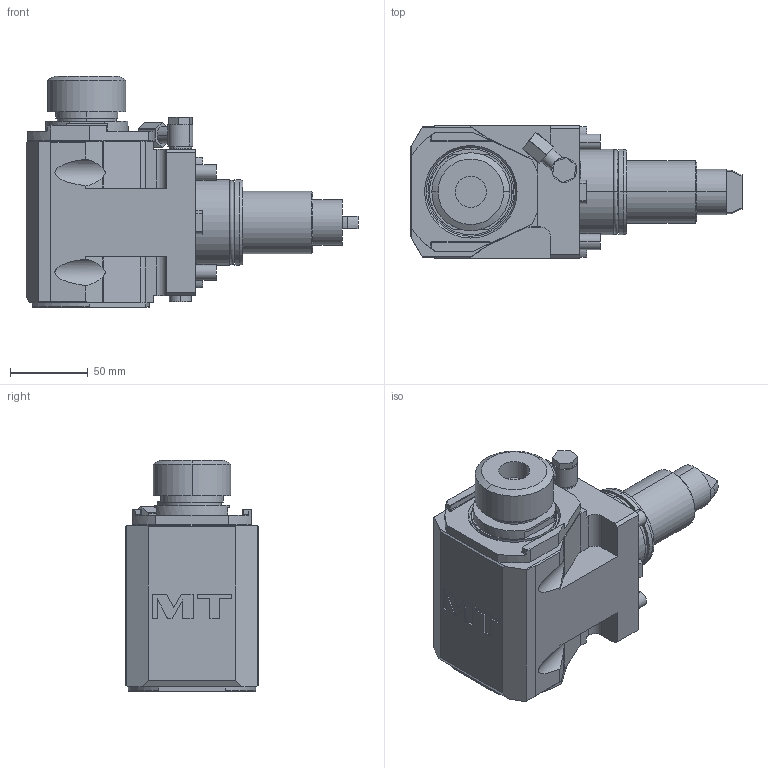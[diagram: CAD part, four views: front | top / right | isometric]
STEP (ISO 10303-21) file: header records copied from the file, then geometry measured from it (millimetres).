
FILE_DESCRIPTION((''),'2;1');
FILE_NAME('DWO0880132_CONF','2023-03-27T16:35:03',('smalpassi'),('M.T. srl'),'CREO PARAMETRIC BY PTC INC, 2021072','CREO PARAMETRIC BY PTC INC, 2021072','');
FILE_SCHEMA(('CONFIG_CONTROL_DESIGN'));
Length unit declared in the file: millimetre
Products named in the file (1): DWO0880132_CONF
Bounding box: 213 x 85 x 148.21 mm (x, y, z)
Volume: 1102442 mm3; surface area: 95413 mm2
Topology: 1 solids, 1 shells, 347 faces, 870 edges, 564 vertices
Faces by surface type: plane 180, cylinder 123, cone 32, torus 10, extrusion 2
Entity records: 10902 total; most frequent: CARTESIAN_POINT 2447, DIRECTION 1762, ORIENTED_EDGE 1740, EDGE_CURVE 870, AXIS2_PLACEMENT_3D 631, VERTEX_POINT 564, VECTOR 500, LINE 498
